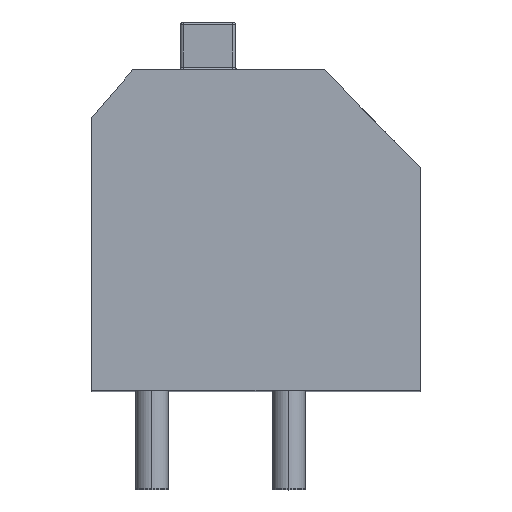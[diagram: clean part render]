
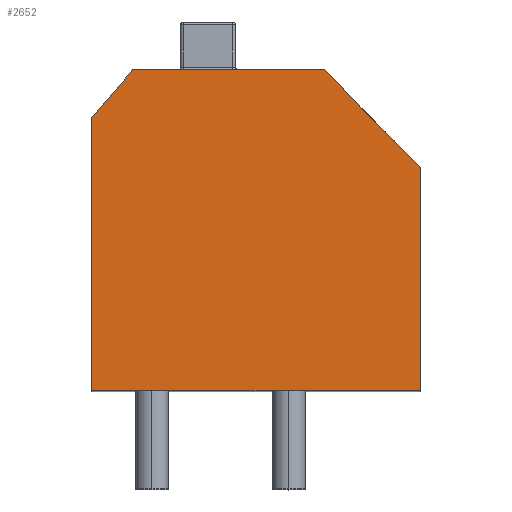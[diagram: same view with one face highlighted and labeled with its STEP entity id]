
A CAD part, top view. The second image highlights one B-rep face of the part: STEP entity #2652.
In plain terms, the highlighted planar face has unit normal (0, 0, 1).
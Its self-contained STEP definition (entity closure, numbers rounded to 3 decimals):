
#137 = LINE ( 'NONE', #7879, #4473 ) ;
#316 = CARTESIAN_POINT ( 'NONE',  ( -4.5, 11.7, 15. ) ) ;
#413 = EDGE_CURVE ( 'NONE', #1608, #6869, #3964, .T. ) ;
#437 = CARTESIAN_POINT ( 'NONE',  ( 2.5, 11.7, 15. ) ) ;
#515 = EDGE_CURVE ( 'NONE', #8345, #1608, #8270, .T. ) ;
#583 = CARTESIAN_POINT ( 'NONE',  ( -4.5, 11.7, 15. ) ) ;
#1263 = DIRECTION ( 'NONE',  ( 0., -1., 0. ) ) ;
#1276 = DIRECTION ( 'NONE',  ( 0., 0., -1. ) ) ;
#1414 = EDGE_CURVE ( 'NONE', #2196, #8604, #8066, .T. ) ;
#1474 = EDGE_CURVE ( 'NONE', #4271, #2196, #5452, .T. ) ;
#1563 = CARTESIAN_POINT ( 'NONE',  ( -6., 0., 15. ) ) ;
#1608 = VERTEX_POINT ( 'NONE', #1563 ) ;
#1620 = AXIS2_PLACEMENT_3D ( 'NONE', #6821, #1276, #7635 ) ;
#1644 = EDGE_CURVE ( 'NONE', #8604, #6869, #137, .T. ) ;
#1878 = EDGE_LOOP ( 'NONE', ( #7753, #3088, #2943, #9028, #3530, #7620 ) ) ;
#1948 = VECTOR ( 'NONE', #2713, 1000. ) ;
#2196 = VERTEX_POINT ( 'NONE', #437 ) ;
#2632 = CARTESIAN_POINT ( 'NONE',  ( -6., 11.7, 15. ) ) ;
#2652 = ADVANCED_FACE ( 'NONE', ( #7598 ), #4842, .F. ) ;
#2713 = DIRECTION ( 'NONE',  ( 1., 0., 0. ) ) ;
#2943 = ORIENTED_EDGE ( 'NONE', *, *, #515, .T. ) ;
#3028 = DIRECTION ( 'NONE',  ( 0., -1., 0. ) ) ;
#3088 = ORIENTED_EDGE ( 'NONE', *, *, #8476, .F. ) ;
#3191 = DIRECTION ( 'NONE',  ( 1., 0., 0. ) ) ;
#3530 = ORIENTED_EDGE ( 'NONE', *, *, #1644, .F. ) ;
#3964 = LINE ( 'NONE', #5239, #4790 ) ;
#4271 = VERTEX_POINT ( 'NONE', #583 ) ;
#4354 = DIRECTION ( 'NONE',  ( 0.652, 0.759, 0. ) ) ;
#4473 = VECTOR ( 'NONE', #3028, 1000. ) ;
#4790 = VECTOR ( 'NONE', #3191, 1000. ) ;
#4842 = PLANE ( 'NONE',  #1620 ) ;
#5239 = CARTESIAN_POINT ( 'NONE',  ( 6., 0., 15. ) ) ;
#5410 = CARTESIAN_POINT ( 'NONE',  ( 2.5, 11.7, 15. ) ) ;
#5452 = LINE ( 'NONE', #9036, #1948 ) ;
#5667 = VECTOR ( 'NONE', #1263, 1000. ) ;
#5686 = CARTESIAN_POINT ( 'NONE',  ( -6., 9.953, 15. ) ) ;
#5888 = VECTOR ( 'NONE', #7391, 1000. ) ;
#6821 = CARTESIAN_POINT ( 'NONE',  ( 6., 11.7, 15. ) ) ;
#6869 = VERTEX_POINT ( 'NONE', #9050 ) ;
#7391 = DIRECTION ( 'NONE',  ( 0.7, -0.714, 0. ) ) ;
#7512 = CARTESIAN_POINT ( 'NONE',  ( 6., 8.129, 15. ) ) ;
#7598 = FACE_OUTER_BOUND ( 'NONE', #1878, .T. ) ;
#7620 = ORIENTED_EDGE ( 'NONE', *, *, #1414, .F. ) ;
#7635 = DIRECTION ( 'NONE',  ( -1., 0., 0. ) ) ;
#7753 = ORIENTED_EDGE ( 'NONE', *, *, #1474, .F. ) ;
#7879 = CARTESIAN_POINT ( 'NONE',  ( 6., 11.7, 15. ) ) ;
#7978 = LINE ( 'NONE', #316, #8393 ) ;
#8066 = LINE ( 'NONE', #5410, #5888 ) ;
#8270 = LINE ( 'NONE', #2632, #5667 ) ;
#8345 = VERTEX_POINT ( 'NONE', #5686 ) ;
#8393 = VECTOR ( 'NONE', #4354, 1000. ) ;
#8476 = EDGE_CURVE ( 'NONE', #8345, #4271, #7978, .T. ) ;
#8604 = VERTEX_POINT ( 'NONE', #7512 ) ;
#9028 = ORIENTED_EDGE ( 'NONE', *, *, #413, .T. ) ;
#9036 = CARTESIAN_POINT ( 'NONE',  ( 6., 11.7, 15. ) ) ;
#9050 = CARTESIAN_POINT ( 'NONE',  ( 6., 0., 15. ) ) ;
